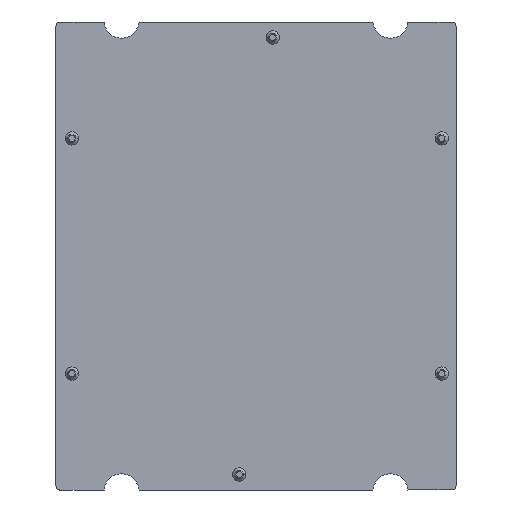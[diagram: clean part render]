
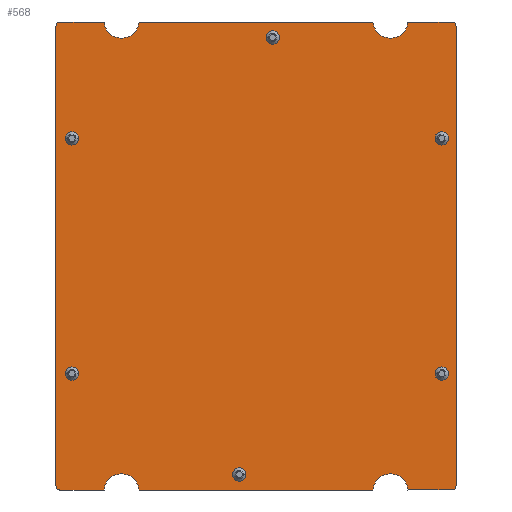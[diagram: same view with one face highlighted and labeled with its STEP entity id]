
A CAD part, front view. The second image highlights one B-rep face of the part: STEP entity #568.
In plain terms, the highlighted planar face has unit normal (0, -1, 0).
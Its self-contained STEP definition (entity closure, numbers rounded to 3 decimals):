
#568=ADVANCED_FACE('',(#1036,#1037,#1038,#1039,#1040,#1041,#1042),#1043,.F.);
#1036=FACE_OUTER_BOUND('',#1471,.T.);
#1037=FACE_BOUND('',#1472,.T.);
#1038=FACE_BOUND('',#1473,.T.);
#1039=FACE_BOUND('',#1474,.T.);
#1040=FACE_BOUND('',#1475,.T.);
#1041=FACE_BOUND('',#1476,.T.);
#1042=FACE_BOUND('',#1477,.T.);
#1043=PLANE('',#1478);
#1471=EDGE_LOOP('',(#2515,#2516,#2517,#2518,#2519,#2520,#2521,#2522,#2523,#2524,#2525,#2526,#2527,#2528,#2529,#2530));
#1472=EDGE_LOOP('',(#2531,#2532));
#1473=EDGE_LOOP('',(#2533,#2534));
#1474=EDGE_LOOP('',(#2535,#2536));
#1475=EDGE_LOOP('',(#2537,#2538));
#1476=EDGE_LOOP('',(#2539,#2540));
#1477=EDGE_LOOP('',(#2541,#2542));
#1478=AXIS2_PLACEMENT_3D('',#2543,#2544,#2545);
#2515=ORIENTED_EDGE('',*,*,#3015,.T.);
#2516=ORIENTED_EDGE('',*,*,#3027,.F.);
#2517=ORIENTED_EDGE('',*,*,#3064,.T.);
#2518=ORIENTED_EDGE('',*,*,#3065,.F.);
#2519=ORIENTED_EDGE('',*,*,#3066,.T.);
#2520=ORIENTED_EDGE('',*,*,#3067,.F.);
#2521=ORIENTED_EDGE('',*,*,#3020,.T.);
#2522=ORIENTED_EDGE('',*,*,#3031,.T.);
#2523=ORIENTED_EDGE('',*,*,#3056,.T.);
#2524=ORIENTED_EDGE('',*,*,#3062,.F.);
#2525=ORIENTED_EDGE('',*,*,#3068,.T.);
#2526=ORIENTED_EDGE('',*,*,#3069,.F.);
#2527=ORIENTED_EDGE('',*,*,#3070,.T.);
#2528=ORIENTED_EDGE('',*,*,#3071,.F.);
#2529=ORIENTED_EDGE('',*,*,#3052,.T.);
#2530=ORIENTED_EDGE('',*,*,#3059,.F.);
#2531=ORIENTED_EDGE('',*,*,#2986,.T.);
#2532=ORIENTED_EDGE('',*,*,#3072,.T.);
#2533=ORIENTED_EDGE('',*,*,#2991,.T.);
#2534=ORIENTED_EDGE('',*,*,#3073,.T.);
#2535=ORIENTED_EDGE('',*,*,#2996,.T.);
#2536=ORIENTED_EDGE('',*,*,#3074,.T.);
#2537=ORIENTED_EDGE('',*,*,#3001,.T.);
#2538=ORIENTED_EDGE('',*,*,#3075,.T.);
#2539=ORIENTED_EDGE('',*,*,#3006,.T.);
#2540=ORIENTED_EDGE('',*,*,#3076,.T.);
#2541=ORIENTED_EDGE('',*,*,#3011,.T.);
#2542=ORIENTED_EDGE('',*,*,#3077,.T.);
#2543=CARTESIAN_POINT('',(148.75,10.3,174.0));
#2544=DIRECTION('',(0.0,1.0,0.0));
#2545=DIRECTION('',(0.0,0.0,1.0));
#2986=EDGE_CURVE('',#3559,#3556,#3560,.T.);
#2991=EDGE_CURVE('',#3568,#3565,#3569,.T.);
#2996=EDGE_CURVE('',#3577,#3574,#3578,.T.);
#3001=EDGE_CURVE('',#3586,#3583,#3587,.T.);
#3006=EDGE_CURVE('',#3595,#3592,#3596,.T.);
#3011=EDGE_CURVE('',#3604,#3601,#3605,.T.);
#3015=EDGE_CURVE('',#3610,#3611,#3612,.T.);
#3020=EDGE_CURVE('',#3619,#3620,#3621,.T.);
#3027=EDGE_CURVE('',#3630,#3611,#3632,.T.);
#3031=EDGE_CURVE('',#3620,#3636,#3638,.T.);
#3052=EDGE_CURVE('',#3669,#3670,#3671,.T.);
#3056=EDGE_CURVE('',#3636,#3675,#3676,.T.);
#3059=EDGE_CURVE('',#3610,#3670,#3679,.T.);
#3062=EDGE_CURVE('',#3681,#3675,#3683,.T.);
#3064=EDGE_CURVE('',#3630,#3685,#3686,.T.);
#3065=EDGE_CURVE('',#3687,#3685,#3688,.T.);
#3066=EDGE_CURVE('',#3687,#3689,#3690,.T.);
#3067=EDGE_CURVE('',#3619,#3689,#3691,.T.);
#3068=EDGE_CURVE('',#3681,#3692,#3693,.T.);
#3069=EDGE_CURVE('',#3694,#3692,#3695,.T.);
#3070=EDGE_CURVE('',#3694,#3696,#3697,.T.);
#3071=EDGE_CURVE('',#3669,#3696,#3698,.T.);
#3072=EDGE_CURVE('',#3556,#3559,#3699,.T.);
#3073=EDGE_CURVE('',#3565,#3568,#3700,.T.);
#3074=EDGE_CURVE('',#3574,#3577,#3701,.T.);
#3075=EDGE_CURVE('',#3583,#3586,#3702,.T.);
#3076=EDGE_CURVE('',#3592,#3595,#3703,.T.);
#3077=EDGE_CURVE('',#3601,#3604,#3704,.T.);
#3556=VERTEX_POINT('',#4339);
#3559=VERTEX_POINT('',#4343);
#3560=CIRCLE('',#4344,5.0);
#3565=VERTEX_POINT('',#4350);
#3568=VERTEX_POINT('',#4354);
#3569=CIRCLE('',#4355,5.0);
#3574=VERTEX_POINT('',#4361);
#3577=VERTEX_POINT('',#4365);
#3578=CIRCLE('',#4366,5.0);
#3583=VERTEX_POINT('',#4372);
#3586=VERTEX_POINT('',#4376);
#3587=CIRCLE('',#4377,5.0);
#3592=VERTEX_POINT('',#4383);
#3595=VERTEX_POINT('',#4387);
#3596=CIRCLE('',#4388,5.0);
#3601=VERTEX_POINT('',#4394);
#3604=VERTEX_POINT('',#4398);
#3605=CIRCLE('',#4399,5.0);
#3610=VERTEX_POINT('',#4405);
#3611=VERTEX_POINT('',#4406);
#3612=CIRCLE('',#4407,3.);
#3619=VERTEX_POINT('',#4416);
#3620=VERTEX_POINT('',#4417);
#3621=CIRCLE('',#4418,3.);
#3630=VERTEX_POINT('',#4430);
#3632=LINE('',#4433,#4434);
#3636=VERTEX_POINT('',#4439);
#3638=LINE('',#4442,#4443);
#3669=VERTEX_POINT('',#4480);
#3670=VERTEX_POINT('',#4481);
#3671=CIRCLE('',#4482,3.);
#3675=VERTEX_POINT('',#4488);
#3676=CIRCLE('',#4489,3.);
#3679=LINE('',#4493,#4494);
#3681=VERTEX_POINT('',#4496);
#3683=LINE('',#4499,#4500);
#3685=VERTEX_POINT('',#4502);
#3686=CIRCLE('',#4503,13.05);
#3687=VERTEX_POINT('',#4504);
#3688=LINE('',#4505,#4506);
#3689=VERTEX_POINT('',#4507);
#3690=CIRCLE('',#4508,13.05);
#3691=LINE('',#4509,#4510);
#3692=VERTEX_POINT('',#4511);
#3693=CIRCLE('',#4512,13.05);
#3694=VERTEX_POINT('',#4513);
#3695=LINE('',#4514,#4515);
#3696=VERTEX_POINT('',#4516);
#3697=CIRCLE('',#4517,13.05);
#3698=LINE('',#4518,#4519);
#3699=CIRCLE('',#4520,5.0);
#3700=CIRCLE('',#4521,5.0);
#3701=CIRCLE('',#4522,5.0);
#3702=CIRCLE('',#4523,5.0);
#3703=CIRCLE('',#4524,5.0);
#3704=CIRCLE('',#4525,5.0);
#4339=CARTESIAN_POINT('',(166.25,10.3,336.5));
#4343=CARTESIAN_POINT('',(156.25,10.3,336.5));
#4344=AXIS2_PLACEMENT_3D('',#4890,#4891,#4892);
#4350=CARTESIAN_POINT('',(141.25,10.3,11.5));
#4354=CARTESIAN_POINT('',(131.25,10.3,11.5));
#4355=AXIS2_PLACEMENT_3D('',#4898,#4899,#4900);
#4361=CARTESIAN_POINT('',(16.9,10.3,261.5));
#4365=CARTESIAN_POINT('',(6.9,10.3,261.5));
#4366=AXIS2_PLACEMENT_3D('',#4906,#4907,#4908);
#4372=CARTESIAN_POINT('',(16.9,10.3,86.5));
#4376=CARTESIAN_POINT('',(6.9,10.3,86.5));
#4377=AXIS2_PLACEMENT_3D('',#4914,#4915,#4916);
#4383=CARTESIAN_POINT('',(291.9,10.3,261.5));
#4387=CARTESIAN_POINT('',(281.9,10.3,261.5));
#4388=AXIS2_PLACEMENT_3D('',#4922,#4923,#4924);
#4394=CARTESIAN_POINT('',(291.9,10.3,86.5));
#4398=CARTESIAN_POINT('',(281.9,10.3,86.5));
#4399=AXIS2_PLACEMENT_3D('',#4930,#4931,#4932);
#4405=CARTESIAN_POINT('',(0.0,10.3,3.));
#4406=CARTESIAN_POINT('',(3.,10.3,0.0));
#4407=AXIS2_PLACEMENT_3D('',#4937,#4938,#4939);
#4416=CARTESIAN_POINT('',(294.5,10.3,0.));
#4417=CARTESIAN_POINT('',(297.5,10.3,3.));
#4418=AXIS2_PLACEMENT_3D('',#4945,#4946,#4947);
#4430=CARTESIAN_POINT('',(35.738,10.3,0.0));
#4433=CARTESIAN_POINT('',(148.75,10.3,0.0));
#4434=VECTOR('',#4955,1.0);
#4439=CARTESIAN_POINT('',(297.5,10.3,345.));
#4442=CARTESIAN_POINT('',(297.5,10.3,174.0));
#4443=VECTOR('',#4958,1.0);
#4480=CARTESIAN_POINT('',(3.,10.3,348.0));
#4481=CARTESIAN_POINT('',(0.0,10.3,345.));
#4482=AXIS2_PLACEMENT_3D('',#5001,#5002,#5003);
#4488=CARTESIAN_POINT('',(294.5,10.3,348.));
#4489=AXIS2_PLACEMENT_3D('',#5006,#5007,#5008);
#4493=CARTESIAN_POINT('',(0.0,10.3,174.0));
#4494=VECTOR('',#5010,1.0);
#4496=CARTESIAN_POINT('',(261.762,10.3,348.0));
#4499=CARTESIAN_POINT('',(148.75,10.3,348.0));
#4500=VECTOR('',#5012,1.0);
#4502=CARTESIAN_POINT('',(61.762,10.3,0.0));
#4503=AXIS2_PLACEMENT_3D('',#5013,#5014,#5015);
#4504=CARTESIAN_POINT('',(235.738,10.3,0.0));
#4505=CARTESIAN_POINT('',(148.75,10.3,0.0));
#4506=VECTOR('',#5016,1.0);
#4507=CARTESIAN_POINT('',(261.762,10.3,0.0));
#4508=AXIS2_PLACEMENT_3D('',#5017,#5018,#5019);
#4509=CARTESIAN_POINT('',(148.75,10.3,0.0));
#4510=VECTOR('',#5020,1.0);
#4511=CARTESIAN_POINT('',(235.738,10.3,348.0));
#4512=AXIS2_PLACEMENT_3D('',#5021,#5022,#5023);
#4513=CARTESIAN_POINT('',(61.762,10.3,348.0));
#4514=CARTESIAN_POINT('',(148.75,10.3,348.0));
#4515=VECTOR('',#5024,1.0);
#4516=CARTESIAN_POINT('',(35.738,10.3,348.0));
#4517=AXIS2_PLACEMENT_3D('',#5025,#5026,#5027);
#4518=CARTESIAN_POINT('',(148.75,10.3,348.0));
#4519=VECTOR('',#5028,1.0);
#4520=AXIS2_PLACEMENT_3D('',#5029,#5030,#5031);
#4521=AXIS2_PLACEMENT_3D('',#5032,#5033,#5034);
#4522=AXIS2_PLACEMENT_3D('',#5035,#5036,#5037);
#4523=AXIS2_PLACEMENT_3D('',#5038,#5039,#5040);
#4524=AXIS2_PLACEMENT_3D('',#5041,#5042,#5043);
#4525=AXIS2_PLACEMENT_3D('',#5044,#5045,#5046);
#4890=CARTESIAN_POINT('',(161.25,10.3,336.5));
#4891=DIRECTION('',(0.0,1.0,0.0));
#4892=DIRECTION('',(1.0,0.0,0.));
#4898=CARTESIAN_POINT('',(136.25,10.3,11.5));
#4899=DIRECTION('',(0.0,1.0,0.0));
#4900=DIRECTION('',(1.0,0.0,0.));
#4906=CARTESIAN_POINT('',(11.9,10.3,261.5));
#4907=DIRECTION('',(0.0,1.0,0.0));
#4908=DIRECTION('',(1.0,0.0,0.));
#4914=CARTESIAN_POINT('',(11.9,10.3,86.5));
#4915=DIRECTION('',(0.0,1.0,0.0));
#4916=DIRECTION('',(1.0,0.0,0.));
#4922=CARTESIAN_POINT('',(286.9,10.3,261.5));
#4923=DIRECTION('',(0.0,1.0,0.0));
#4924=DIRECTION('',(1.0,0.0,0.));
#4930=CARTESIAN_POINT('',(286.9,10.3,86.5));
#4931=DIRECTION('',(0.0,1.0,0.0));
#4932=DIRECTION('',(1.0,0.0,0.));
#4937=CARTESIAN_POINT('',(3.0,10.3,3.));
#4938=DIRECTION('',(0.0,-1.0,-0.0));
#4939=DIRECTION('',(0.,0.0,-1.0));
#4945=CARTESIAN_POINT('',(294.5,10.3,3.));
#4946=DIRECTION('',(0.0,-1.0,-0.0));
#4947=DIRECTION('',(1.0,0.0,0.));
#4955=DIRECTION('',(-1.0,0.0,0.0));
#4958=DIRECTION('',(0.0,0.0,1.0));
#5001=CARTESIAN_POINT('',(3.0,10.3,345.));
#5002=DIRECTION('',(-0.0,-1.0,0.0));
#5003=DIRECTION('',(0.,0.0,1.0));
#5006=CARTESIAN_POINT('',(294.5,10.3,345.));
#5007=DIRECTION('',(0.0,-1.0,0.0));
#5008=DIRECTION('',(1.0,0.0,0.));
#5010=DIRECTION('',(0.0,0.0,1.0));
#5012=DIRECTION('',(1.0,0.0,0.0));
#5013=CARTESIAN_POINT('',(48.75,10.3,-1.0));
#5014=DIRECTION('',(-0.0,1.0,0.0));
#5015=DIRECTION('',(1.0,0.0,0.0));
#5016=DIRECTION('',(-1.0,0.0,0.0));
#5017=CARTESIAN_POINT('',(248.75,10.3,-1.0));
#5018=DIRECTION('',(-0.0,1.0,0.0));
#5019=DIRECTION('',(1.0,0.0,0.0));
#5020=DIRECTION('',(-1.0,0.0,0.0));
#5021=CARTESIAN_POINT('',(248.75,10.3,349.0));
#5022=DIRECTION('',(-0.0,1.0,0.0));
#5023=DIRECTION('',(1.0,0.0,0.0));
#5024=DIRECTION('',(1.0,0.0,0.0));
#5025=CARTESIAN_POINT('',(48.75,10.3,349.0));
#5026=DIRECTION('',(-0.0,1.0,0.0));
#5027=DIRECTION('',(1.0,0.0,0.0));
#5028=DIRECTION('',(1.0,0.0,0.0));
#5029=CARTESIAN_POINT('',(161.25,10.3,336.5));
#5030=DIRECTION('',(0.0,1.0,0.0));
#5031=DIRECTION('',(1.0,0.0,0.));
#5032=CARTESIAN_POINT('',(136.25,10.3,11.5));
#5033=DIRECTION('',(0.0,1.0,0.0));
#5034=DIRECTION('',(1.0,0.0,0.));
#5035=CARTESIAN_POINT('',(11.9,10.3,261.5));
#5036=DIRECTION('',(0.0,1.0,0.0));
#5037=DIRECTION('',(1.0,0.0,0.));
#5038=CARTESIAN_POINT('',(11.9,10.3,86.5));
#5039=DIRECTION('',(0.0,1.0,0.0));
#5040=DIRECTION('',(1.0,0.0,0.));
#5041=CARTESIAN_POINT('',(286.9,10.3,261.5));
#5042=DIRECTION('',(0.0,1.0,0.0));
#5043=DIRECTION('',(1.0,0.0,0.));
#5044=CARTESIAN_POINT('',(286.9,10.3,86.5));
#5045=DIRECTION('',(0.0,1.0,0.0));
#5046=DIRECTION('',(1.0,0.0,0.));
